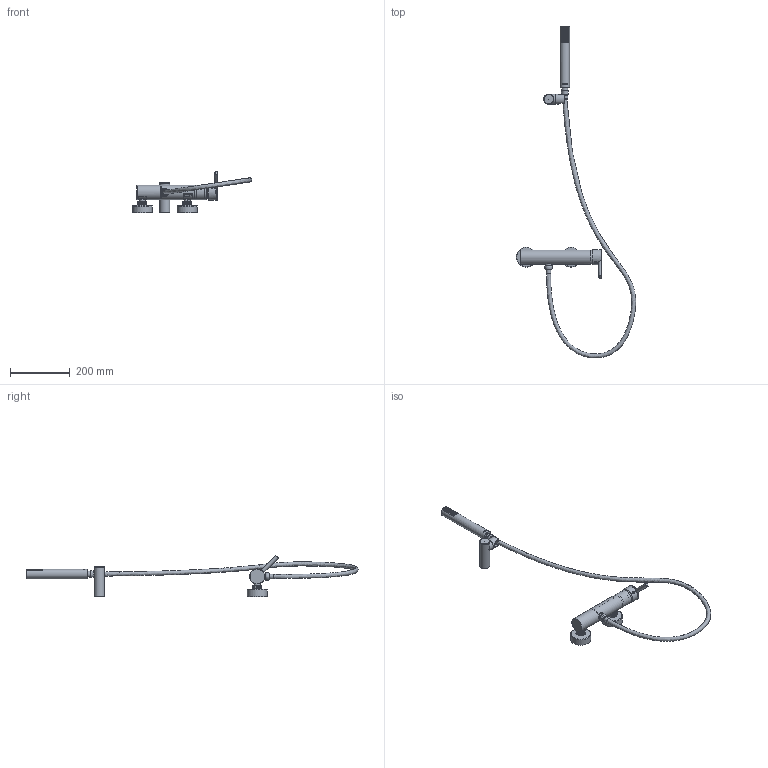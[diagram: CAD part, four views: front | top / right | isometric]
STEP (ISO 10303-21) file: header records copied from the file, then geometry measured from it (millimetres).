
FILE_DESCRIPTION (( 'STEP AP203' ), '1' );
FILE_NAME ('33-P17084.STEP', '2021-05-27T10:43:46', ( '' ), ( '' ), 'SwSTEP 2.0', 'SolidWorks 2021', '' );
FILE_SCHEMA (( 'CONFIG_CONTROL_DESIGN' ));
Length unit declared in the file: millimetre
Products named in the file (1): 33-P17084
Bounding box: 401.19 x 1115.44 x 138.2 mm (x, y, z)
Volume: 679317.3 mm3; surface area: 265535.1 mm2
Topology: 14 solids, 14 shells, 642 faces, 1423 edges, 908 vertices
Faces by surface type: cylinder 212, plane 194, bspline 114, cone 60, torus 42, sphere 20
Full cylindrical faces by diameter (mm): 4.2 x1, 5.5 x2, 6.8 x1, 8 x2, 8.8 x1, 9.5 x1, 14.4 x1, 15 x2, 16 x2, 16.4 x2, 17 x1, 17.8 x1, 18 x2, 18.3 x2, 18.4 x1, 18.5 x1, 18.8 x2, 19 x1, 19.5 x2, 20 x1, 20.5 x2, 20.65 x2, 20.8 x1, 21 x2, 21.5 x1, 21.9 x2, 24 x3, 24.088 x2, 24.5 x10, 25 x1
Entity records: 36639 total; most frequent: CARTESIAN_POINT 24689, ORIENTED_EDGE 2212, DIRECTION 2207, EDGE_CURVE 1106, EDGE_LOOP 973, AXIS2_PLACEMENT_3D 946, VERTEX_POINT 817, FACE_OUTER_BOUND 784
